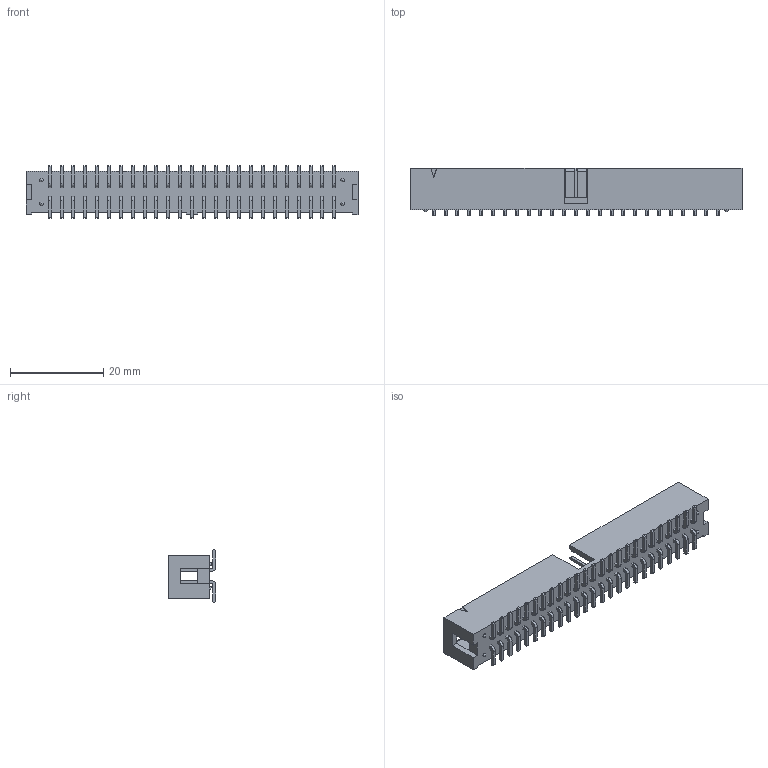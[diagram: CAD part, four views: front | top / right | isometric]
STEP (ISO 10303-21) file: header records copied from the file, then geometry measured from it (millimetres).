
FILE_DESCRIPTION( ( 'STEP AP203' ), '1' );
FILE_NAME( 'HTST-125-01-L-DV.stp', '2021-06-23T17:34:40', ( 'License CC BY-ND 4.0' ), ( 'CADENAS' ), ' ', 'PARTsolutions', ' ' );
FILE_SCHEMA( ( 'CONFIG_CONTROL_DESIGN' ) );
Length unit declared in the file: inch
Products named in the file (4): HTST-125-01-L-DV; _HTST-125-01-DV_header; _HTST-First_Position_Indicator; _T-1S6-25-01-DV_
Assembly tree (3 placements, depth 2):
  HTST-125-01-L-DV
    _HTST-125-01-DV_header
    _HTST-First_Position_Indicator
    _T-1S6-25-01-DV_
Bounding box: 71.12 x 10.16 x 11.18 mm (x, y, z)
Volume: 3135 mm3; surface area: 5674 mm2
Topology: 3 solids, 3 shells, 850 faces, 2538 edges, 1690 vertices
Faces by surface type: plane 746, cylinder 100, sphere 4
Entity records: 28227 total; most frequent: CARTESIAN_POINT 5066, ORIENTED_EDGE 5052, DIRECTION 4438, EDGE_CURVE 2526, LINE 2322, VECTOR 2322, VERTEX_POINT 1686, AXIS2_PLACEMENT_3D 1058
